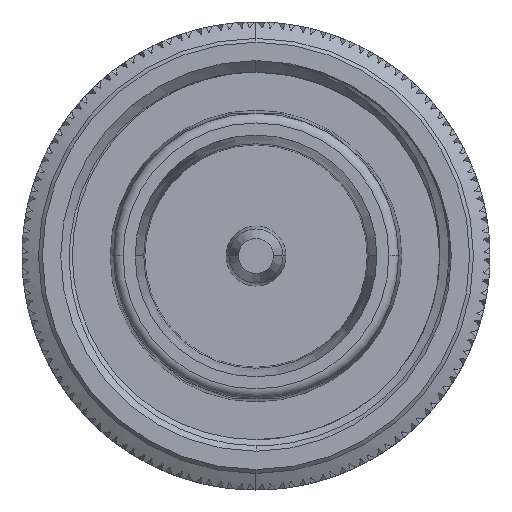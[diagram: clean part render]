
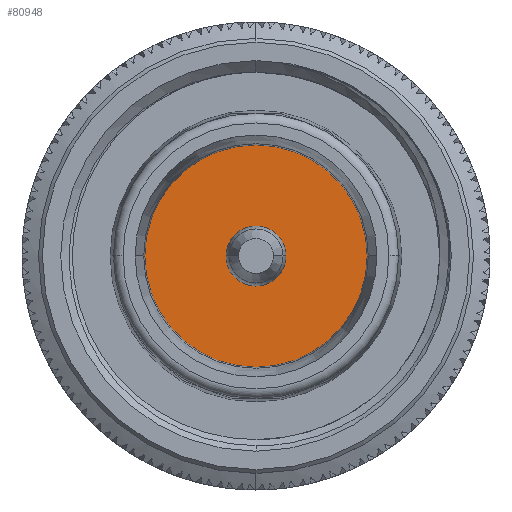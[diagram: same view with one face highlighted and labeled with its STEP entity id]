
A CAD part, top view. The second image highlights one B-rep face of the part: STEP entity #80948.
In plain terms, the highlighted planar face has unit normal (0, 0, 1).
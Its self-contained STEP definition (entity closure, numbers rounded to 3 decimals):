
#7001 = EDGE_CURVE ( 'NONE', #31650, #100025, #26035, .T. ) ;
#8321 = VERTEX_POINT ( 'NONE', #28411 ) ;
#9395 = EDGE_CURVE ( 'NONE', #8321, #81747, #86586, .T. ) ;
#12520 = AXIS2_PLACEMENT_3D ( 'NONE', #116287, #40275, #129102 ) ;
#19118 = CARTESIAN_POINT ( 'NONE',  ( 0., 0., -3.85 ) ) ;
#22458 = DIRECTION ( 'NONE',  ( 0., 0., -1. ) ) ;
#26035 = CIRCLE ( 'NONE', #97479, 5.75 ) ;
#26933 = ORIENTED_EDGE ( 'NONE', *, *, #7001, .F. ) ;
#28411 = CARTESIAN_POINT ( 'NONE',  ( -1.55, 0., -3.85 ) ) ;
#30137 = EDGE_CURVE ( 'NONE', #81747, #8321, #75765, .T. ) ;
#31650 = VERTEX_POINT ( 'NONE', #60328 ) ;
#31835 = DIRECTION ( 'NONE',  ( -1., 0., 0. ) ) ;
#33558 = ORIENTED_EDGE ( 'NONE', *, *, #38257, .F. ) ;
#38257 = EDGE_CURVE ( 'NONE', #100025, #31650, #113820, .T. ) ;
#40275 = DIRECTION ( 'NONE',  ( 0., 0., -1. ) ) ;
#44031 = CARTESIAN_POINT ( 'NONE',  ( 0., 0., -3.85 ) ) ;
#47790 = FACE_BOUND ( 'NONE', #117971, .T. ) ;
#54727 = DIRECTION ( 'NONE',  ( 0., 0., -1. ) ) ;
#56758 = DIRECTION ( 'NONE',  ( -1., 0., 0. ) ) ;
#58707 = AXIS2_PLACEMENT_3D ( 'NONE', #91942, #54727, #143682 ) ;
#60328 = CARTESIAN_POINT ( 'NONE',  ( -5.75, 0., -3.85 ) ) ;
#64467 = CARTESIAN_POINT ( 'NONE',  ( 1.55, 0., -3.85 ) ) ;
#65006 = ORIENTED_EDGE ( 'NONE', *, *, #30137, .F. ) ;
#67485 = AXIS2_PLACEMENT_3D ( 'NONE', #19118, #107849, #31835 ) ;
#75765 = CIRCLE ( 'NONE', #138004, 1.55 ) ;
#80708 = CARTESIAN_POINT ( 'NONE',  ( 5.75, 0., -3.85 ) ) ;
#80948 = ADVANCED_FACE ( 'NONE', ( #47790, #149203 ), #130803, .F. ) ;
#81747 = VERTEX_POINT ( 'NONE', #64467 ) ;
#84134 = EDGE_LOOP ( 'NONE', ( #33558, #26933 ) ) ;
#86586 = CIRCLE ( 'NONE', #67485, 1.55 ) ;
#91942 = CARTESIAN_POINT ( 'NONE',  ( 0., 0., -3.85 ) ) ;
#97479 = AXIS2_PLACEMENT_3D ( 'NONE', #98390, #22458, #111213 ) ;
#98390 = CARTESIAN_POINT ( 'NONE',  ( 0., 0., -3.85 ) ) ;
#100025 = VERTEX_POINT ( 'NONE', #80708 ) ;
#107849 = DIRECTION ( 'NONE',  ( 0., 0., 1. ) ) ;
#111213 = DIRECTION ( 'NONE',  ( -1., 0., 0. ) ) ;
#113820 = CIRCLE ( 'NONE', #12520, 5.75 ) ;
#116287 = CARTESIAN_POINT ( 'NONE',  ( 0., 0., -3.85 ) ) ;
#117971 = EDGE_LOOP ( 'NONE', ( #65006, #138682 ) ) ;
#129102 = DIRECTION ( 'NONE',  ( -1., 0., 0. ) ) ;
#130803 = PLANE ( 'NONE',  #58707 ) ;
#132842 = DIRECTION ( 'NONE',  ( 0., 0., 1. ) ) ;
#138004 = AXIS2_PLACEMENT_3D ( 'NONE', #44031, #132842, #56758 ) ;
#138682 = ORIENTED_EDGE ( 'NONE', *, *, #9395, .F. ) ;
#143682 = DIRECTION ( 'NONE',  ( -1., 0., 0. ) ) ;
#149203 = FACE_OUTER_BOUND ( 'NONE', #84134, .T. ) ;
